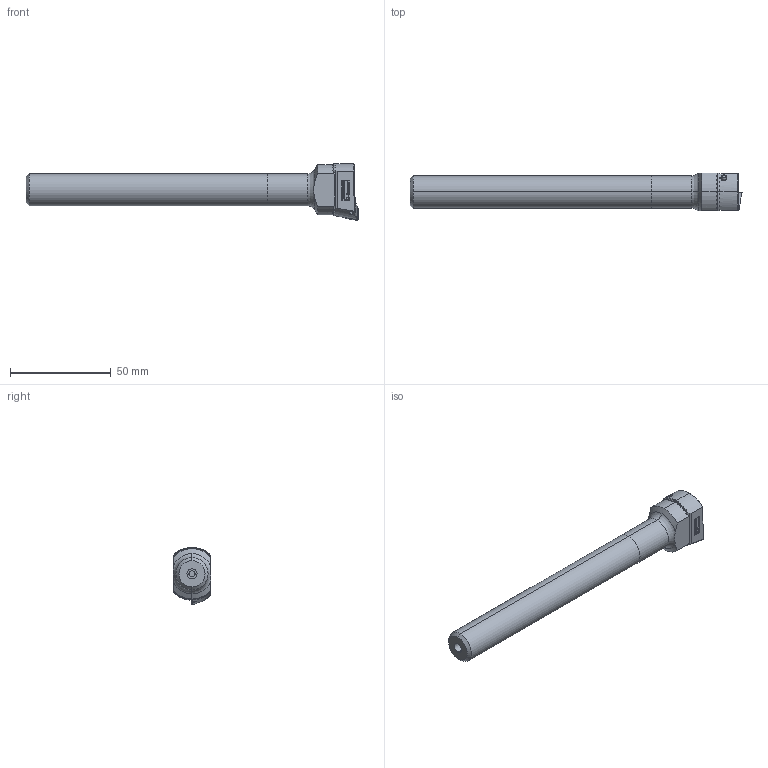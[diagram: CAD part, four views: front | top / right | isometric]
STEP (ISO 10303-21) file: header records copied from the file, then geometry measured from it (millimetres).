
FILE_DESCRIPTION (( 'STEP AP203' ), '1' );
FILE_NAME ('256.130.048.033.STEP', '2024-12-10T09:53:19', ( '' ), ( '' ), 'SwSTEP 2.0', 'SolidWorks 2022', '' );
FILE_SCHEMA (( 'CONFIG_CONTROL_DESIGN' ));
Length unit declared in the file: millimetre
Products named in the file (12): HM1-U16.001.120_A; BV1-WCA.K11.012; BV1-WCA.K11.012_B_mit beschriftung; CCMT060204; BN 1392 - M5 x 16; U16-BV1.K01.033; U16-BV1.K01.033_A; 256.130.048.033; HM1-BG1.010.025_A; U16-HS0.K01.120_A; KVT_MB_600_030; WCA-ER2.001.006_A
Assembly tree (11 placements, depth 4):
  256.130.048.033
    U16-HS0.K01.120_A
      HM1-U16.001.120_A
      HM1-BG1.010.025_A
    U16-BV1.K01.033
      U16-BV1.K01.033_A
      BV1-WCA.K11.012
        BV1-WCA.K11.012_B_mit beschriftung
        CCMT060204
        WCA-ER2.001.006_A
        KVT_MB_600_030
      BN 1392 - M5 x 16
Bounding box: 165 x 18.6 x 28.2 mm (x, y, z)
Volume: 33592.1 mm3; surface area: 16415 mm2
Topology: 9 solids, 9 shells, 596 faces, 1809 edges, 1260 vertices
Faces by surface type: plane 256, cylinder 129, cone 110, bspline 79, torus 18, sphere 4
Entity records: 27738 total; most frequent: CARTESIAN_POINT 11608, ORIENTED_EDGE 3592, DIRECTION 2457, EDGE_CURVE 1796, VERTEX_POINT 1257, AXIS2_PLACEMENT_3D 857, LINE 743, VECTOR 743
